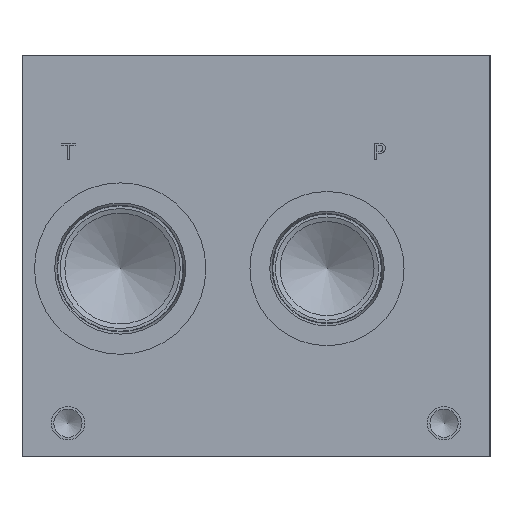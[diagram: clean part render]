
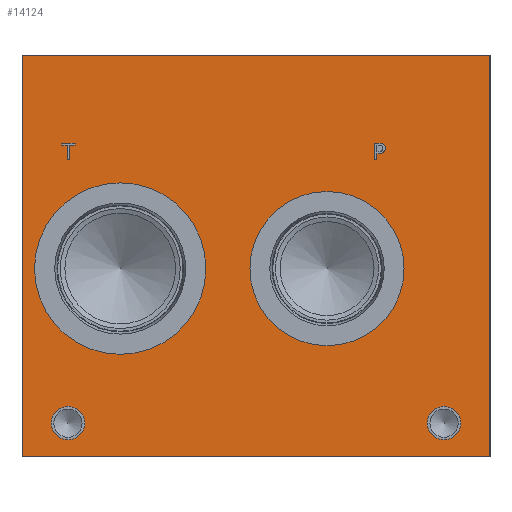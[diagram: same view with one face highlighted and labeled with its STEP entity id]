
A CAD part, left-side view. The second image highlights one B-rep face of the part: STEP entity #14124.
In plain terms, the highlighted planar face has unit normal (-1, 0, 0).
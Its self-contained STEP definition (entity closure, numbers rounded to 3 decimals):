
#220=CIRCLE('',#14884,32.563);
#221=CIRCLE('',#14885,32.563);
#222=CIRCLE('',#14886,29.286);
#223=CIRCLE('',#14887,29.286);
#224=CIRCLE('',#14888,6.35);
#225=CIRCLE('',#14889,6.35);
#226=CIRCLE('',#14890,6.35);
#227=CIRCLE('',#14891,6.35);
#765=B_SPLINE_CURVE_WITH_KNOTS('',2,(#21110,#21111,#21112,#21113),
 .UNSPECIFIED.,.F.,.F.,(3,1,3),(0.,1.,2.),.UNSPECIFIED.);
#767=B_SPLINE_CURVE_WITH_KNOTS('',2,(#21131,#21132,#21133,#21134),
 .UNSPECIFIED.,.F.,.F.,(3,1,3),(0.,1.,2.),.UNSPECIFIED.);
#769=B_SPLINE_CURVE_WITH_KNOTS('',2,(#21180,#21181,#21182,#21183),
 .UNSPECIFIED.,.F.,.F.,(3,1,3),(0.,1.,2.),.UNSPECIFIED.);
#771=B_SPLINE_CURVE_WITH_KNOTS('',2,(#21198,#21199,#21200,#21201),
 .UNSPECIFIED.,.F.,.F.,(3,1,3),(0.,1.,2.),.UNSPECIFIED.);
#1185=FACE_BOUND('',#2216,.T.);
#1186=FACE_BOUND('',#2217,.T.);
#1187=FACE_BOUND('',#2218,.T.);
#1188=FACE_BOUND('',#2219,.T.);
#1189=FACE_BOUND('',#2220,.T.);
#1190=FACE_BOUND('',#2221,.T.);
#1400=FACE_OUTER_BOUND('',#2215,.T.);
#2215=EDGE_LOOP('',(#9967,#9968,#9969,#9970));
#2216=EDGE_LOOP('',(#9971,#9972));
#2217=EDGE_LOOP('',(#9973,#9974));
#2218=EDGE_LOOP('',(#9975,#9976));
#2219=EDGE_LOOP('',(#9977,#9978));
#2220=EDGE_LOOP('',(#9979,#9980,#9981,#9982,#9983,#9984,#9985,#9986));
#2221=EDGE_LOOP('',(#9987,#9988,#9989,#9990,#9991,#9992,#9993,#9994,#9995));
#3010=LINE('',#19398,#4299);
#3390=LINE('',#21143,#4679);
#3393=LINE('',#21149,#4682);
#3396=LINE('',#21155,#4685);
#3399=LINE('',#21161,#4688);
#3402=LINE('',#21167,#4691);
#3406=LINE('',#21209,#4695);
#3407=LINE('',#21211,#4696);
#3408=LINE('',#21212,#4697);
#3409=LINE('',#21231,#4698);
#3410=LINE('',#21233,#4699);
#3411=LINE('',#21235,#4700);
#3412=LINE('',#21237,#4701);
#3413=LINE('',#21239,#4702);
#3414=LINE('',#21241,#4703);
#3415=LINE('',#21243,#4704);
#3416=LINE('',#21244,#4705);
#4299=VECTOR('',#15873,10.);
#4679=VECTOR('',#16415,10.);
#4682=VECTOR('',#16420,10.);
#4685=VECTOR('',#16425,10.);
#4688=VECTOR('',#16430,10.);
#4691=VECTOR('',#16435,10.);
#4695=VECTOR('',#16443,10.);
#4696=VECTOR('',#16444,10.);
#4697=VECTOR('',#16445,10.);
#4698=VECTOR('',#16462,10.);
#4699=VECTOR('',#16463,10.);
#4700=VECTOR('',#16464,10.);
#4701=VECTOR('',#16465,10.);
#4702=VECTOR('',#16466,10.);
#4703=VECTOR('',#16467,10.);
#4704=VECTOR('',#16468,10.);
#4705=VECTOR('',#16469,10.);
#5581=VERTEX_POINT('',#19391);
#5584=VERTEX_POINT('',#19396);
#6050=VERTEX_POINT('',#21108);
#6051=VERTEX_POINT('',#21109);
#6054=VERTEX_POINT('',#21130);
#6056=VERTEX_POINT('',#21142);
#6058=VERTEX_POINT('',#21148);
#6060=VERTEX_POINT('',#21154);
#6062=VERTEX_POINT('',#21160);
#6064=VERTEX_POINT('',#21166);
#6066=VERTEX_POINT('',#21179);
#6068=VERTEX_POINT('',#21208);
#6069=VERTEX_POINT('',#21210);
#6070=VERTEX_POINT('',#21213);
#6071=VERTEX_POINT('',#21214);
#6072=VERTEX_POINT('',#21217);
#6073=VERTEX_POINT('',#21218);
#6074=VERTEX_POINT('',#21221);
#6075=VERTEX_POINT('',#21222);
#6076=VERTEX_POINT('',#21225);
#6077=VERTEX_POINT('',#21226);
#6078=VERTEX_POINT('',#21229);
#6079=VERTEX_POINT('',#21230);
#6080=VERTEX_POINT('',#21232);
#6081=VERTEX_POINT('',#21234);
#6082=VERTEX_POINT('',#21236);
#6083=VERTEX_POINT('',#21238);
#6084=VERTEX_POINT('',#21240);
#6085=VERTEX_POINT('',#21242);
#7032=EDGE_CURVE('',#5581,#5584,#3010,.T.);
#7574=EDGE_CURVE('',#6050,#6051,#765,.T.);
#7578=EDGE_CURVE('',#6054,#6050,#767,.T.);
#7581=EDGE_CURVE('',#6056,#6054,#3390,.T.);
#7584=EDGE_CURVE('',#6058,#6056,#3393,.T.);
#7587=EDGE_CURVE('',#6060,#6058,#3396,.T.);
#7590=EDGE_CURVE('',#6062,#6060,#3399,.T.);
#7593=EDGE_CURVE('',#6064,#6062,#3402,.T.);
#7596=EDGE_CURVE('',#6066,#6064,#769,.T.);
#7599=EDGE_CURVE('',#6051,#6066,#771,.T.);
#7601=EDGE_CURVE('',#6068,#5581,#3406,.T.);
#7602=EDGE_CURVE('',#6069,#5584,#3407,.T.);
#7603=EDGE_CURVE('',#6068,#6069,#3408,.T.);
#7604=EDGE_CURVE('',#6070,#6071,#220,.T.);
#7605=EDGE_CURVE('',#6071,#6070,#221,.T.);
#7606=EDGE_CURVE('',#6072,#6073,#222,.T.);
#7607=EDGE_CURVE('',#6073,#6072,#223,.T.);
#7608=EDGE_CURVE('',#6074,#6075,#224,.T.);
#7609=EDGE_CURVE('',#6075,#6074,#225,.T.);
#7610=EDGE_CURVE('',#6076,#6077,#226,.T.);
#7611=EDGE_CURVE('',#6077,#6076,#227,.T.);
#7612=EDGE_CURVE('',#6078,#6079,#3409,.T.);
#7613=EDGE_CURVE('',#6079,#6080,#3410,.T.);
#7614=EDGE_CURVE('',#6080,#6081,#3411,.T.);
#7615=EDGE_CURVE('',#6081,#6082,#3412,.T.);
#7616=EDGE_CURVE('',#6082,#6083,#3413,.T.);
#7617=EDGE_CURVE('',#6083,#6084,#3414,.T.);
#7618=EDGE_CURVE('',#6084,#6085,#3415,.T.);
#7619=EDGE_CURVE('',#6085,#6078,#3416,.T.);
#9967=ORIENTED_EDGE('',*,*,#7601,.T.);
#9968=ORIENTED_EDGE('',*,*,#7032,.T.);
#9969=ORIENTED_EDGE('',*,*,#7602,.F.);
#9970=ORIENTED_EDGE('',*,*,#7603,.F.);
#9971=ORIENTED_EDGE('',*,*,#7604,.T.);
#9972=ORIENTED_EDGE('',*,*,#7605,.T.);
#9973=ORIENTED_EDGE('',*,*,#7606,.T.);
#9974=ORIENTED_EDGE('',*,*,#7607,.T.);
#9975=ORIENTED_EDGE('',*,*,#7608,.T.);
#9976=ORIENTED_EDGE('',*,*,#7609,.T.);
#9977=ORIENTED_EDGE('',*,*,#7610,.T.);
#9978=ORIENTED_EDGE('',*,*,#7611,.T.);
#9979=ORIENTED_EDGE('',*,*,#7612,.T.);
#9980=ORIENTED_EDGE('',*,*,#7613,.T.);
#9981=ORIENTED_EDGE('',*,*,#7614,.T.);
#9982=ORIENTED_EDGE('',*,*,#7615,.T.);
#9983=ORIENTED_EDGE('',*,*,#7616,.T.);
#9984=ORIENTED_EDGE('',*,*,#7617,.T.);
#9985=ORIENTED_EDGE('',*,*,#7618,.T.);
#9986=ORIENTED_EDGE('',*,*,#7619,.T.);
#9987=ORIENTED_EDGE('',*,*,#7574,.T.);
#9988=ORIENTED_EDGE('',*,*,#7599,.T.);
#9989=ORIENTED_EDGE('',*,*,#7596,.T.);
#9990=ORIENTED_EDGE('',*,*,#7593,.T.);
#9991=ORIENTED_EDGE('',*,*,#7590,.T.);
#9992=ORIENTED_EDGE('',*,*,#7587,.T.);
#9993=ORIENTED_EDGE('',*,*,#7584,.T.);
#9994=ORIENTED_EDGE('',*,*,#7581,.T.);
#9995=ORIENTED_EDGE('',*,*,#7578,.T.);
#13159=PLANE('',#14883);
#14124=ADVANCED_FACE('',(#1400,#1185,#1186,#1187,#1188,#1189,#1190),#13159,
 .T.);
#14883=AXIS2_PLACEMENT_3D('',#21207,#16441,#16442);
#14884=AXIS2_PLACEMENT_3D('',#21215,#16446,#16447);
#14885=AXIS2_PLACEMENT_3D('',#21216,#16448,#16449);
#14886=AXIS2_PLACEMENT_3D('',#21219,#16450,#16451);
#14887=AXIS2_PLACEMENT_3D('',#21220,#16452,#16453);
#14888=AXIS2_PLACEMENT_3D('',#21223,#16454,#16455);
#14889=AXIS2_PLACEMENT_3D('',#21224,#16456,#16457);
#14890=AXIS2_PLACEMENT_3D('',#21227,#16458,#16459);
#14891=AXIS2_PLACEMENT_3D('',#21228,#16460,#16461);
#15873=DIRECTION('',(0.,0.,1.));
#16415=DIRECTION('',(0.,-1.,0.));
#16420=DIRECTION('',(0.,0.,1.));
#16425=DIRECTION('',(0.,1.,0.));
#16430=DIRECTION('',(0.,0.,-1.));
#16435=DIRECTION('',(0.,1.,0.));
#16441=DIRECTION('center_axis',(-1.,0.,0.));
#16442=DIRECTION('ref_axis',(0.,-1.,0.));
#16443=DIRECTION('',(0.,-1.,0.));
#16444=DIRECTION('',(0.,-1.,0.));
#16445=DIRECTION('',(0.,0.,1.));
#16446=DIRECTION('center_axis',(1.,0.,0.));
#16447=DIRECTION('ref_axis',(0.,0.,1.));
#16448=DIRECTION('center_axis',(1.,0.,0.));
#16449=DIRECTION('ref_axis',(0.,0.,1.));
#16450=DIRECTION('center_axis',(1.,0.,0.));
#16451=DIRECTION('ref_axis',(0.,0.,1.));
#16452=DIRECTION('center_axis',(1.,0.,0.));
#16453=DIRECTION('ref_axis',(0.,0.,1.));
#16454=DIRECTION('center_axis',(1.,0.,0.));
#16455=DIRECTION('ref_axis',(0.,1.,0.));
#16456=DIRECTION('center_axis',(1.,0.,0.));
#16457=DIRECTION('ref_axis',(0.,1.,0.));
#16458=DIRECTION('center_axis',(1.,0.,0.));
#16459=DIRECTION('ref_axis',(0.,1.,0.));
#16460=DIRECTION('center_axis',(1.,0.,0.));
#16461=DIRECTION('ref_axis',(0.,1.,0.));
#16462=DIRECTION('',(0.,1.,0.));
#16463=DIRECTION('',(0.,0.,1.));
#16464=DIRECTION('',(0.,1.,0.));
#16465=DIRECTION('',(0.,0.,1.));
#16466=DIRECTION('',(0.,-1.,0.));
#16467=DIRECTION('',(0.,0.,-1.));
#16468=DIRECTION('',(0.,1.,0.));
#16469=DIRECTION('',(0.,0.,-1.));
#19391=CARTESIAN_POINT('',(0.,0.,0.));
#19396=CARTESIAN_POINT('',(0.,0.,152.4));
#19398=CARTESIAN_POINT('',(0.,0.,0.));
#21108=CARTESIAN_POINT('',(0.,40.549,118.666));
#21109=CARTESIAN_POINT('',(0.,39.793,117.148));
#21110=CARTESIAN_POINT('Ctrl Pts',(0.,40.549,118.666));
#21111=CARTESIAN_POINT('Ctrl Pts',(0.,40.194,118.424));
#21112=CARTESIAN_POINT('Ctrl Pts',(0.,39.793,117.678));
#21113=CARTESIAN_POINT('Ctrl Pts',(0.,39.793,117.148));
#21130=CARTESIAN_POINT('',(0.,42.212,119.062));
#21131=CARTESIAN_POINT('Ctrl Pts',(0.,42.212,119.062));
#21132=CARTESIAN_POINT('Ctrl Pts',(0.,41.646,119.062));
#21133=CARTESIAN_POINT('Ctrl Pts',(0.,40.853,118.877));
#21134=CARTESIAN_POINT('Ctrl Pts',(0.,40.549,118.666));
#21142=CARTESIAN_POINT('',(0.,43.807,119.062));
#21143=CARTESIAN_POINT('',(0.,110.803,119.062));
#21148=CARTESIAN_POINT('',(0.,43.807,112.713));
#21149=CARTESIAN_POINT('',(0.,43.807,56.356));
#21154=CARTESIAN_POINT('',(0.,42.963,112.713));
#21155=CARTESIAN_POINT('',(0.,110.381,112.713));
#21160=CARTESIAN_POINT('',(0.,42.963,115.08));
#21161=CARTESIAN_POINT('',(0.,42.963,57.54));
#21166=CARTESIAN_POINT('',(0.,42.248,115.08));
#21167=CARTESIAN_POINT('',(0.,110.024,115.08));
#21179=CARTESIAN_POINT('',(0.,40.349,115.738));
#21180=CARTESIAN_POINT('Ctrl Pts',(0.,40.349,115.738));
#21181=CARTESIAN_POINT('Ctrl Pts',(0.,40.678,115.414));
#21182=CARTESIAN_POINT('Ctrl Pts',(0.,41.568,115.08));
#21183=CARTESIAN_POINT('Ctrl Pts',(0.,42.248,115.08));
#21198=CARTESIAN_POINT('Ctrl Pts',(0.,39.793,117.148));
#21199=CARTESIAN_POINT('Ctrl Pts',(0.,39.793,116.737));
#21200=CARTESIAN_POINT('Ctrl Pts',(0.,40.086,115.996));
#21201=CARTESIAN_POINT('Ctrl Pts',(0.,40.349,115.738));
#21207=CARTESIAN_POINT('Origin',(0.,177.8,0.));
#21208=CARTESIAN_POINT('',(0.,177.8,0.));
#21209=CARTESIAN_POINT('',(0.,177.8,0.));
#21210=CARTESIAN_POINT('',(0.,177.8,152.4));
#21211=CARTESIAN_POINT('',(0.,177.8,152.4));
#21212=CARTESIAN_POINT('',(0.,177.8,0.));
#21213=CARTESIAN_POINT('',(0.,140.487,103.988));
#21214=CARTESIAN_POINT('',(0.,140.487,38.862));
#21215=CARTESIAN_POINT('Origin',(0.,140.487,71.425));
#21216=CARTESIAN_POINT('Origin',(0.,140.487,71.425));
#21217=CARTESIAN_POINT('',(0.,61.925,100.711));
#21218=CARTESIAN_POINT('',(0.,61.925,42.139));
#21219=CARTESIAN_POINT('Origin',(0.,61.925,71.425));
#21220=CARTESIAN_POINT('Origin',(0.,61.925,71.425));
#21221=CARTESIAN_POINT('',(0.,166.675,12.7));
#21222=CARTESIAN_POINT('',(0.,153.975,12.7));
#21223=CARTESIAN_POINT('Origin',(0.,160.325,12.7));
#21224=CARTESIAN_POINT('Origin',(0.,160.325,12.7));
#21225=CARTESIAN_POINT('',(0.,23.825,12.7));
#21226=CARTESIAN_POINT('',(0.,11.125,12.7));
#21227=CARTESIAN_POINT('Origin',(0.,17.475,12.7));
#21228=CARTESIAN_POINT('Origin',(0.,17.475,12.7));
#21229=CARTESIAN_POINT('',(0.,159.75,112.713));
#21230=CARTESIAN_POINT('',(0.,160.594,112.713));
#21231=CARTESIAN_POINT('',(0.,168.775,112.713));
#21232=CARTESIAN_POINT('',(0.,160.594,118.311));
#21233=CARTESIAN_POINT('',(0.,160.594,56.356));
#21234=CARTESIAN_POINT('',(0.,162.724,118.311));
#21235=CARTESIAN_POINT('',(0.,169.197,118.311));
#21236=CARTESIAN_POINT('',(0.,162.724,119.062));
#21237=CARTESIAN_POINT('',(0.,162.724,59.156));
#21238=CARTESIAN_POINT('',(0.,157.619,119.062));
#21239=CARTESIAN_POINT('',(0.,170.262,119.062));
#21240=CARTESIAN_POINT('',(0.,157.619,118.311));
#21241=CARTESIAN_POINT('',(0.,157.619,59.531));
#21242=CARTESIAN_POINT('',(0.,159.75,118.311));
#21243=CARTESIAN_POINT('',(0.,167.71,118.311));
#21244=CARTESIAN_POINT('',(0.,159.75,59.156));
